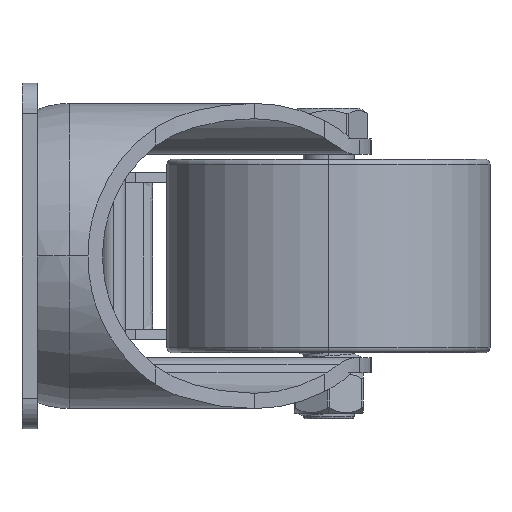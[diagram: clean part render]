
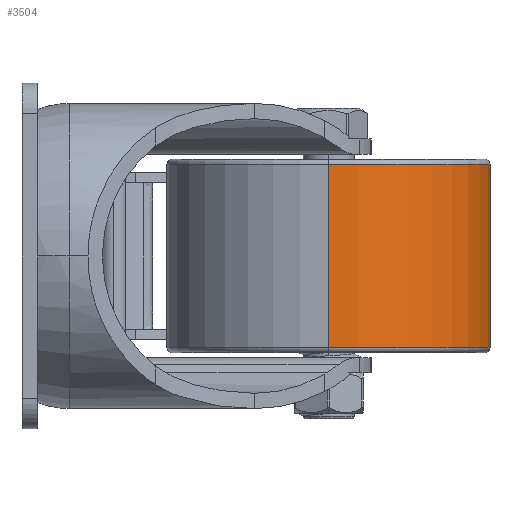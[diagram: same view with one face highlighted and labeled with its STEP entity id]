
A CAD part, left-side view. The second image highlights one B-rep face of the part: STEP entity #3504.
In plain terms, the highlighted cylindrical face has radius 31.75 mm (diameter 63.5 mm), a partial arc.
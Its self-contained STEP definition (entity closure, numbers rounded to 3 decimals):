
#3232=CARTESIAN_POINT('',(0.,18.,0.));
#3233=DIRECTION('',(0.,1.,0.));
#3234=DIRECTION('',(1.,0.,0.));
#3235=AXIS2_PLACEMENT_3D('',#3232,#3233,#3234);
#3237=CARTESIAN_POINT('',(0.,-18.,0.));
#3238=DIRECTION('',(0.,-1.,0.));
#3239=DIRECTION('',(-1.,0.,0.));
#3240=AXIS2_PLACEMENT_3D('',#3237,#3238,#3239);
#3242=DIRECTION('',(0.,1.,0.));
#3243=VECTOR('',#3242,36.);
#3244=CARTESIAN_POINT('',(31.75,-18.,0.));
#3245=LINE('',#3244,#3243);
#3306=DIRECTION('',(0.,1.,0.));
#3307=VECTOR('',#3306,36.);
#3308=CARTESIAN_POINT('',(-31.75,-18.,0.));
#3309=LINE('',#3308,#3307);
#3382=CARTESIAN_POINT('',(-31.75,18.,0.));
#3383=CARTESIAN_POINT('',(31.75,18.,0.));
#3384=VERTEX_POINT('',#3382);
#3385=VERTEX_POINT('',#3383);
#3390=CARTESIAN_POINT('',(31.75,-18.,0.));
#3391=CARTESIAN_POINT('',(-31.75,-18.,0.));
#3392=VERTEX_POINT('',#3390);
#3393=VERTEX_POINT('',#3391);
#3490=CARTESIAN_POINT('',(0.,-19.,0.));
#3491=DIRECTION('',(0.,1.,0.));
#3492=DIRECTION('',(1.,0.,0.));
#3493=AXIS2_PLACEMENT_3D('',#3490,#3491,#3492);
#3494=CYLINDRICAL_SURFACE('',#3493,31.75);
#3496=ORIENTED_EDGE('',*,*,#3495,.T.);
#3498=ORIENTED_EDGE('',*,*,#3497,.F.);
#3499=ORIENTED_EDGE('',*,*,#3484,.T.);
#3501=ORIENTED_EDGE('',*,*,#3500,.T.);
#3502=EDGE_LOOP('',(#3496,#3498,#3499,#3501));
#3503=FACE_OUTER_BOUND('',#3502,.F.);
#3236=CIRCLE('',#3235,31.75);
#3241=CIRCLE('',#3240,31.75);
#3484=EDGE_CURVE('',#3393,#3392,#3241,.T.);
#3495=EDGE_CURVE('',#3385,#3384,#3236,.T.);
#3497=EDGE_CURVE('',#3393,#3384,#3309,.T.);
#3500=EDGE_CURVE('',#3392,#3385,#3245,.T.);
#3504=ADVANCED_FACE('',(#3503),#3494,.T.);
